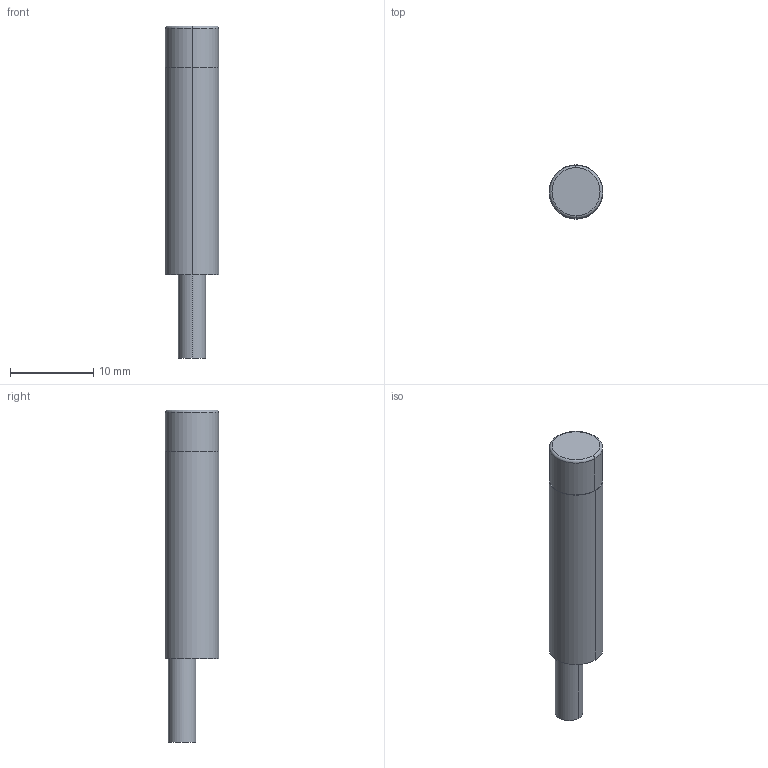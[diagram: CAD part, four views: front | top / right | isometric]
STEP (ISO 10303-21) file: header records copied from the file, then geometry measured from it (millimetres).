
FILE_DESCRIPTION((''),'2;1');
FILE_NAME('DM_CAD-6043_03ADQ3_05_SW0001','2018-10-10T',('creinig-se'),(''),'PRO/ENGINEER BY PARAMETRIC TECHNOLOGY CORPORATION, 2015440','PRO/ENGINEER BY PARAMETRIC TECHNOLOGY CORPORATION, 2015440','');
FILE_SCHEMA(('CONFIG_CONTROL_DESIGN'));
Length unit declared in the file: millimetre
Products named in the file (1): DM_CAD-6043_03ADQ3_05_SW0001
Bounding box: 6.5 x 6.5 x 40 mm (x, y, z)
Volume: 958.2 mm3; surface area: 950.2 mm2
Topology: 1 solids, 2 shells, 20 faces, 87 edges, 124 vertices
Faces by surface type: cylinder 10, plane 6, torus 2, cone 2
Entity records: 1150 total; most frequent: DIRECTION 169, CARTESIAN_POINT 130, ORIENTED_EDGE 72, PRESENTATION_STYLE_ASSIGNMENT 72, STYLED_ITEM 72, AXIS2_PLACEMENT_3D 61, CURVE_STYLE 52, TRIMMED_CURVE 51
